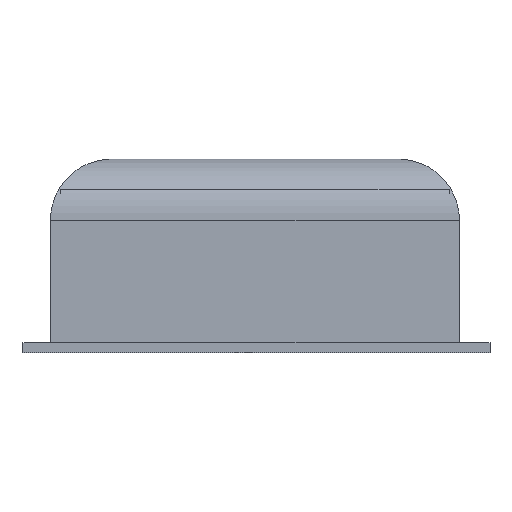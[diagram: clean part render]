
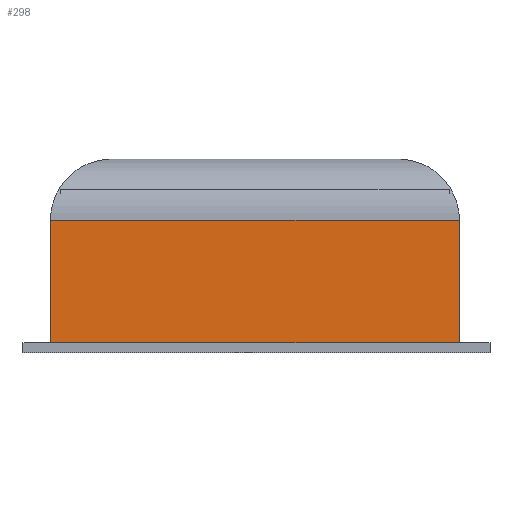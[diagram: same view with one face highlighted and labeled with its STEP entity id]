
A CAD part, front view. The second image highlights one B-rep face of the part: STEP entity #298.
In plain terms, the highlighted planar face has unit normal (0, -1, 0).
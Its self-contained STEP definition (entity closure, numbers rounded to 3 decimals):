
#50 = VERTEX_POINT('',#51);
#51 = CARTESIAN_POINT('',(-52.121,-45.551,6.5));
#57 = EDGE_CURVE('',#58,#50,#60,.T.);
#58 = VERTEX_POINT('',#59);
#59 = CARTESIAN_POINT('',(-52.121,-45.551,0.5));
#60 = LINE('',#61,#62);
#61 = CARTESIAN_POINT('',(-52.121,-45.551,0.5));
#62 = VECTOR('',#63,1.);
#63 = DIRECTION('',(0.,0.,1.));
#191 = VERTEX_POINT('',#192);
#192 = CARTESIAN_POINT('',(-32.068,-45.551,0.5));
#198 = EDGE_CURVE('',#58,#191,#199,.T.);
#199 = LINE('',#200,#201);
#200 = CARTESIAN_POINT('',(-52.121,-45.551,0.5));
#201 = VECTOR('',#202,1.);
#202 = DIRECTION('',(1.,0.,0.));
#298 = ADVANCED_FACE('',(#299),#317,.F.);
#299 = FACE_BOUND('',#300,.F.);
#300 = EDGE_LOOP('',(#301,#302,#310,#316));
#301 = ORIENTED_EDGE('',*,*,#57,.T.);
#302 = ORIENTED_EDGE('',*,*,#303,.T.);
#303 = EDGE_CURVE('',#50,#304,#306,.T.);
#304 = VERTEX_POINT('',#305);
#305 = CARTESIAN_POINT('',(-32.068,-45.551,6.5));
#306 = LINE('',#307,#308);
#307 = CARTESIAN_POINT('',(-52.121,-45.551,6.5));
#308 = VECTOR('',#309,1.);
#309 = DIRECTION('',(1.,0.,0.));
#310 = ORIENTED_EDGE('',*,*,#311,.F.);
#311 = EDGE_CURVE('',#191,#304,#312,.T.);
#312 = LINE('',#313,#314);
#313 = CARTESIAN_POINT('',(-32.068,-45.551,0.5));
#314 = VECTOR('',#315,1.);
#315 = DIRECTION('',(0.,0.,1.));
#316 = ORIENTED_EDGE('',*,*,#198,.F.);
#317 = PLANE('',#318);
#318 = AXIS2_PLACEMENT_3D('',#319,#320,#321);
#319 = CARTESIAN_POINT('',(-52.121,-45.551,0.5));
#320 = DIRECTION('',(0.,1.,0.));
#321 = DIRECTION('',(1.,0.,0.));
